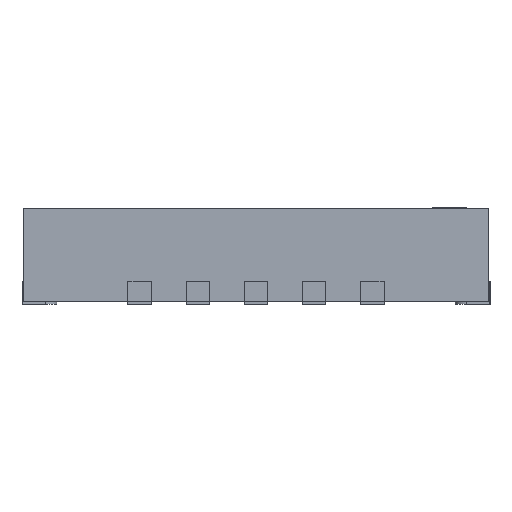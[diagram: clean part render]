
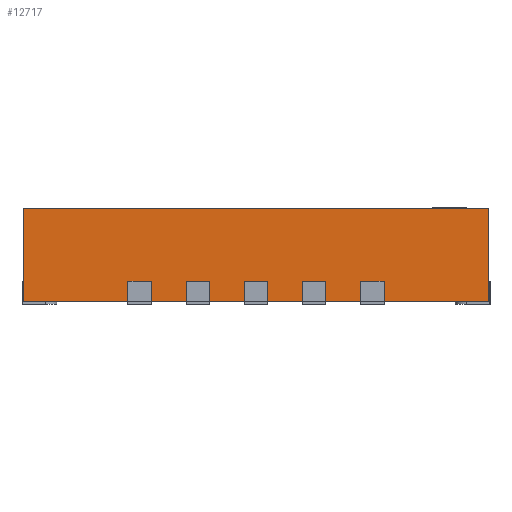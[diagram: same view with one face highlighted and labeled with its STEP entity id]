
A CAD part, left-side view. The second image highlights one B-rep face of the part: STEP entity #12717.
In plain terms, the highlighted planar face has unit normal (-1, 0, 0).
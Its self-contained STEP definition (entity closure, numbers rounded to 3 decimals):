
#143 = VERTEX_POINT ( 'NONE', #16331 ) ;
#537 = EDGE_CURVE ( 'NONE', #143, #19095, #21838, .T. ) ;
#1402 = CARTESIAN_POINT ( 'NONE',  ( -2., -2., 0.03 ) ) ;
#1550 = LINE ( 'NONE', #3550, #7895 ) ;
#1624 = DIRECTION ( 'NONE',  ( 1., 0., 0. ) ) ;
#1784 = CARTESIAN_POINT ( 'NONE',  ( -2., -2., 0.83 ) ) ;
#3195 = EDGE_CURVE ( 'NONE', #10518, #14024, #8968, .T. ) ;
#3494 = FACE_OUTER_BOUND ( 'NONE', #7830, .T. ) ;
#3550 = CARTESIAN_POINT ( 'NONE',  ( -2., 2., 0.83 ) ) ;
#4266 = VECTOR ( 'NONE', #9476, 1000. ) ;
#5389 = DIRECTION ( 'NONE',  ( 0., 0., -1. ) ) ;
#6283 = LINE ( 'NONE', #17536, #17563 ) ;
#6437 = ORIENTED_EDGE ( 'NONE', *, *, #537, .T. ) ;
#7354 = CARTESIAN_POINT ( 'NONE',  ( -2., 2., 0.83 ) ) ;
#7536 = VECTOR ( 'NONE', #15782, 1000. ) ;
#7830 = EDGE_LOOP ( 'NONE', ( #6437, #12875, #13747, #9502 ) ) ;
#7895 = VECTOR ( 'NONE', #5389, 1000. ) ;
#8270 = EDGE_CURVE ( 'NONE', #14024, #19095, #6283, .T. ) ;
#8968 = LINE ( 'NONE', #7354, #4266 ) ;
#9476 = DIRECTION ( 'NONE',  ( 0., -1., 0. ) ) ;
#9502 = ORIENTED_EDGE ( 'NONE', *, *, #17932, .T. ) ;
#10518 = VERTEX_POINT ( 'NONE', #24288 ) ;
#12520 = DIRECTION ( 'NONE',  ( 0., 0., -1. ) ) ;
#12717 = ADVANCED_FACE ( 'NONE', ( #3494 ), #13029, .F. ) ;
#12875 = ORIENTED_EDGE ( 'NONE', *, *, #8270, .F. ) ;
#13029 = PLANE ( 'NONE',  #22400 ) ;
#13747 = ORIENTED_EDGE ( 'NONE', *, *, #3195, .F. ) ;
#14024 = VERTEX_POINT ( 'NONE', #1784 ) ;
#15782 = DIRECTION ( 'NONE',  ( 0., -1., 0. ) ) ;
#16331 = CARTESIAN_POINT ( 'NONE',  ( -2., 2., 0.03 ) ) ;
#17066 = DIRECTION ( 'NONE',  ( 0., 0., -1. ) ) ;
#17536 = CARTESIAN_POINT ( 'NONE',  ( -2., -2., 0.83 ) ) ;
#17563 = VECTOR ( 'NONE', #17066, 1000. ) ;
#17932 = EDGE_CURVE ( 'NONE', #10518, #143, #1550, .T. ) ;
#19095 = VERTEX_POINT ( 'NONE', #1402 ) ;
#20571 = CARTESIAN_POINT ( 'NONE',  ( -2., 2., 0.83 ) ) ;
#21838 = LINE ( 'NONE', #23824, #7536 ) ;
#22400 = AXIS2_PLACEMENT_3D ( 'NONE', #20571, #1624, #12520 ) ;
#23824 = CARTESIAN_POINT ( 'NONE',  ( -2., 2., 0.03 ) ) ;
#24288 = CARTESIAN_POINT ( 'NONE',  ( -2., 2., 0.83 ) ) ;
